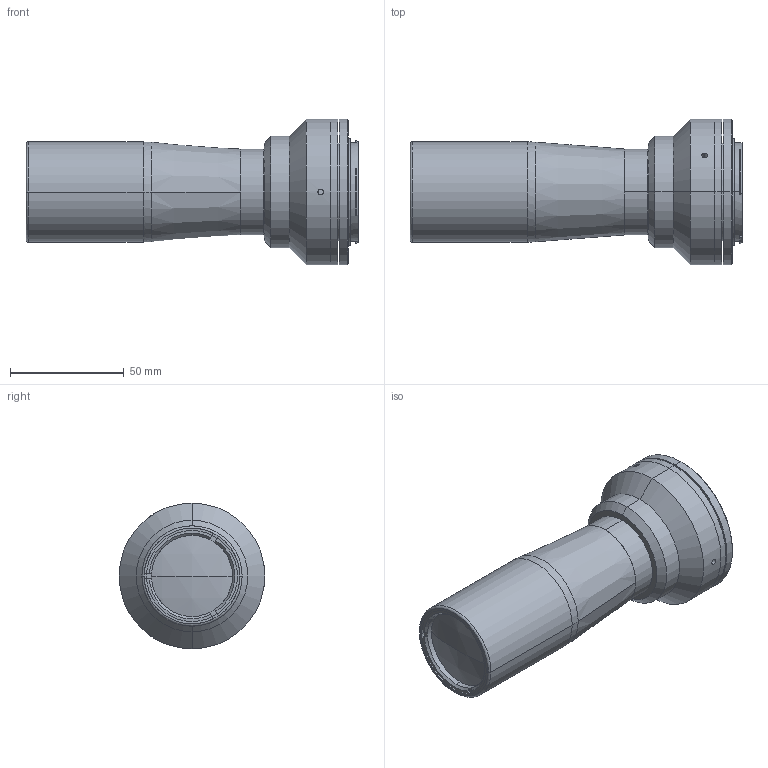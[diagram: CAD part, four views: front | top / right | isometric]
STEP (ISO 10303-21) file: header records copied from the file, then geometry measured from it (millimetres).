
FILE_DESCRIPTION (( 'STEP AP214' ), '1' );
FILE_NAME ('TC2M024HR-F.STEP', '2014-05-27T08:49:41', ( 'piermario' ), ( '' ), 'SwSTEP 2.0', 'SolidWorks 2013', '' );
FILE_SCHEMA (( 'AUTOMOTIVE_DESIGN' ));
Length unit declared in the file: millimetre
Products named in the file (1): TC2M024HR-F
Bounding box: 145.72 x 64 x 64 mm (x, y, z)
Surface area: 36686.5 mm2 (no closed solid volume)
Topology: 0 solids, 13 shells, 157 faces, 447 edges, 301 vertices
Faces by surface type: plane 64, cylinder 59, cone 20, torus 10, sphere 4
Entity records: 7104 total; most frequent: CARTESIAN_POINT 1182, DIRECTION 952, ORIENTED_EDGE 748, EDGE_CURVE 447, AXIS2_PLACEMENT_3D 375, VERTEX_POINT 301, CIRCLE 217, VECTOR 202
